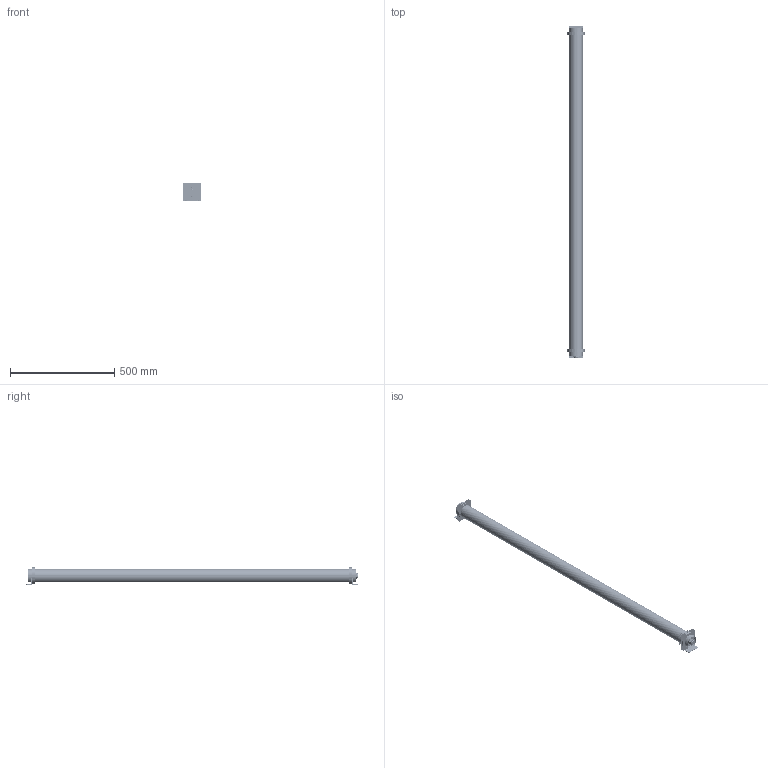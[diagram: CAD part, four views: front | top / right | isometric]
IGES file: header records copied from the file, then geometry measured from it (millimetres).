
Start section:  PTC IGES file: 181287.igs
Global section: file name: 181287.igs; native system: Creo Parametric by Parametric Technology Corporation; preprocessor: 2013230; author: pdmadmin; organization: Unknown; date: 20160204.155443; units: millimetre
Bounding box: 85.85 x 1593.54 x 87.26 mm (x, y, z)
Volume: 2096708.9 mm3; surface area: 6705933.7 mm2
Topology: 93 solids, 133 shells, 12044 faces, 61772 edges, 78194 vertices
Faces by surface type: bspline 6982, revolution 5062
